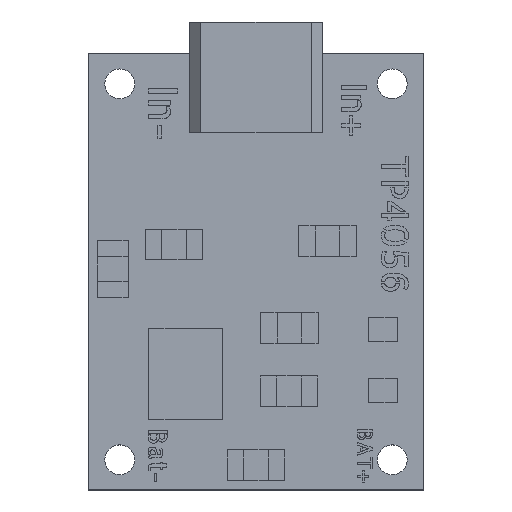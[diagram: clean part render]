
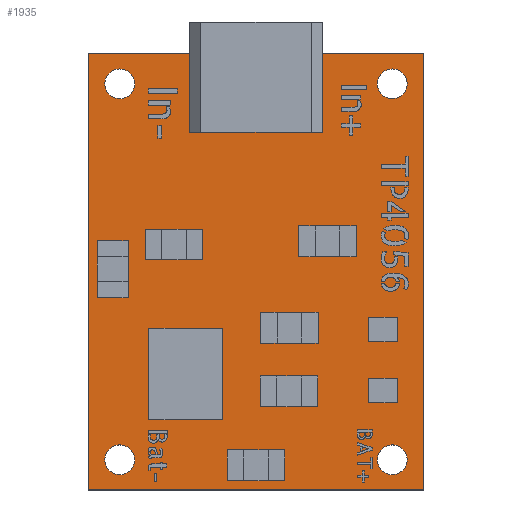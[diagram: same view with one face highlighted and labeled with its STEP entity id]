
A CAD part, top view. The second image highlights one B-rep face of the part: STEP entity #1935.
In plain terms, the highlighted planar face has unit normal (0, 0, 1).
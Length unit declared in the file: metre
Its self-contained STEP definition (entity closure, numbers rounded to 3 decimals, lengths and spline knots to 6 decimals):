
#1935 = ADVANCED_FACE( '', ( #3960, #3961, #3962, #3963, #3964 ), #3965, .T. );
#3960 = FACE_BOUND( '', #6297, .T. );
#3961 = FACE_BOUND( '', #6298, .T. );
#3962 = FACE_BOUND( '', #6299, .T. );
#3963 = FACE_BOUND( '', #6300, .T. );
#3964 = FACE_OUTER_BOUND( '', #6301, .T. );
#3965 = PLANE( '', #6302 );
#6297 = EDGE_LOOP( '', ( #12218 ) );
#6298 = EDGE_LOOP( '', ( #12219 ) );
#6299 = EDGE_LOOP( '', ( #12220 ) );
#6300 = EDGE_LOOP( '', ( #12221 ) );
#6301 = EDGE_LOOP( '', ( #12222, #12223, #12224, #12225 ) );
#6302 = AXIS2_PLACEMENT_3D( '', #12226, #12227, #12228 );
#12218 = ORIENTED_EDGE( '', *, *, #13863, .F. );
#12219 = ORIENTED_EDGE( '', *, *, #14848, .F. );
#12220 = ORIENTED_EDGE( '', *, *, #14015, .F. );
#12221 = ORIENTED_EDGE( '', *, *, #14956, .F. );
#12222 = ORIENTED_EDGE( '', *, *, #12751, .T. );
#12223 = ORIENTED_EDGE( '', *, *, #14926, .T. );
#12224 = ORIENTED_EDGE( '', *, *, #14525, .F. );
#12225 = ORIENTED_EDGE( '', *, *, #14901, .F. );
#12226 = CARTESIAN_POINT( '', ( 0., 0., 0.0016 ) );
#12227 = DIRECTION( '', ( 0., 0., 1. ) );
#12228 = DIRECTION( '', ( 1., 0., 0. ) );
#12751 = EDGE_CURVE( '', #15118, #15116, #15119, .T. );
#13863 = EDGE_CURVE( '', #17051, #17051, #17052, .T. );
#14015 = EDGE_CURVE( '', #17258, #17258, #17259, .T. );
#14525 = EDGE_CURVE( '', #17913, #17915, #17916, .T. );
#14848 = EDGE_CURVE( '', #18287, #18287, #18288, .T. );
#14901 = EDGE_CURVE( '', #15118, #17913, #18344, .T. );
#14926 = EDGE_CURVE( '', #15116, #17915, #18372, .T. );
#14956 = EDGE_CURVE( '', #18403, #18403, #18404, .T. );
#15116 = VERTEX_POINT( '', #18616 );
#15118 = VERTEX_POINT( '', #18619 );
#15119 = LINE( '', #18620, #18621 );
#17051 = VERTEX_POINT( '', #21950 );
#17052 = CIRCLE( '', #21951, 0.000855 );
#17258 = VERTEX_POINT( '', #22269 );
#17259 = CIRCLE( '', #22270, 0.000855 );
#17913 = VERTEX_POINT( '', #23310 );
#17915 = VERTEX_POINT( '', #23313 );
#17916 = LINE( '', #23314, #23315 );
#18287 = VERTEX_POINT( '', #23865 );
#18288 = CIRCLE( '', #23866, 0.000855 );
#18344 = LINE( '', #23945, #23946 );
#18372 = LINE( '', #23985, #23986 );
#18403 = VERTEX_POINT( '', #24027 );
#18404 = CIRCLE( '', #24028, 0.000855 );
#18616 = CARTESIAN_POINT( '', ( -0.0096, -0.0125, 0.0016 ) );
#18619 = CARTESIAN_POINT( '', ( -0.0096, 0.0125, 0.0016 ) );
#18620 = CARTESIAN_POINT( '', ( -0.0096, 0.016067, 0.0016 ) );
#18621 = VECTOR( '', #24134, 1. );
#21950 = CARTESIAN_POINT( '', ( 0.008665, -0.01077, 0.0016 ) );
#21951 = AXIS2_PLACEMENT_3D( '', #24693, #24694, #24695 );
#22269 = CARTESIAN_POINT( '', ( 0.008665, 0.01077, 0.0016 ) );
#22270 = AXIS2_PLACEMENT_3D( '', #24798, #24799, #24800 );
#23310 = CARTESIAN_POINT( '', ( 0.0096, 0.0125, 0.0016 ) );
#23313 = CARTESIAN_POINT( '', ( 0.0096, -0.0125, 0.0016 ) );
#23314 = CARTESIAN_POINT( '', ( 0.0096, 0.016067, 0.0016 ) );
#23315 = VECTOR( '', #25095, 1. );
#23865 = CARTESIAN_POINT( '', ( -0.006955, -0.01077, 0.0016 ) );
#23866 = AXIS2_PLACEMENT_3D( '', #25253, #25254, #25255 );
#23945 = CARTESIAN_POINT( '', ( 0.01154, 0.0125, 0.0016 ) );
#23946 = VECTOR( '', #25269, 1. );
#23985 = CARTESIAN_POINT( '', ( 0., -0.0125, 0.0016 ) );
#23986 = VECTOR( '', #25279, 1. );
#24027 = CARTESIAN_POINT( '', ( -0.006955, 0.01077, 0.0016 ) );
#24028 = AXIS2_PLACEMENT_3D( '', #25286, #25287, #25288 );
#24134 = DIRECTION( '', ( 0., -1., 0. ) );
#24693 = CARTESIAN_POINT( '', ( 0.00781, -0.01077, 0.0016 ) );
#24694 = DIRECTION( '', ( 0., 0., 1. ) );
#24695 = DIRECTION( '', ( 1., 0., 0. ) );
#24798 = CARTESIAN_POINT( '', ( 0.00781, 0.01077, 0.0016 ) );
#24799 = DIRECTION( '', ( 0., 0., 1. ) );
#24800 = DIRECTION( '', ( 1., 0., 0. ) );
#25095 = DIRECTION( '', ( 0., -1., 0. ) );
#25253 = CARTESIAN_POINT( '', ( -0.00781, -0.01077, 0.0016 ) );
#25254 = DIRECTION( '', ( 0., 0., 1. ) );
#25255 = DIRECTION( '', ( 1., 0., 0. ) );
#25269 = DIRECTION( '', ( 1., 0., 0. ) );
#25279 = DIRECTION( '', ( 1., 0., 0. ) );
#25286 = CARTESIAN_POINT( '', ( -0.00781, 0.01077, 0.0016 ) );
#25287 = DIRECTION( '', ( 0., 0., 1. ) );
#25288 = DIRECTION( '', ( 1., 0., 0. ) );
